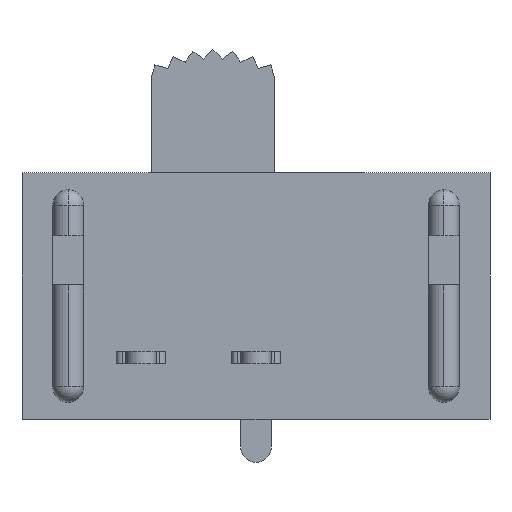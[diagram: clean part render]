
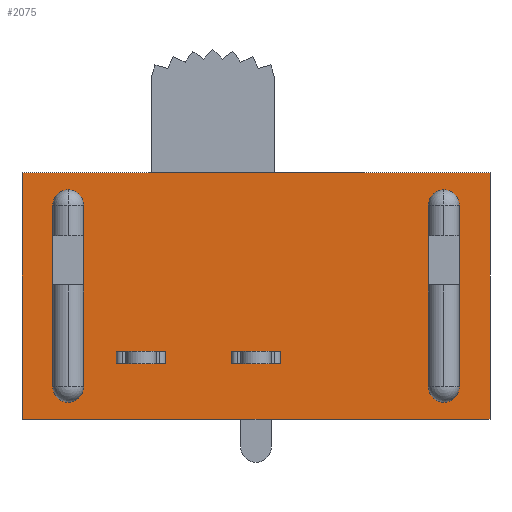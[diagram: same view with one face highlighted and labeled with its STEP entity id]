
A CAD part, front view. The second image highlights one B-rep face of the part: STEP entity #2075.
In plain terms, the highlighted planar face has unit normal (0, -1, 0).
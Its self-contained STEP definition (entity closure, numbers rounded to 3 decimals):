
#3 = ORIENTED_EDGE ( 'NONE', *, *, #591, .F. ) ;
#27 = CARTESIAN_POINT ( 'NONE',  ( 8.382, 2.54, 1.207 ) ) ;
#30 = DIRECTION ( 'NONE',  ( -1., 0., 0. ) ) ;
#54 = VECTOR ( 'NONE', #1135, 1000. ) ;
#70 = VERTEX_POINT ( 'NONE', #2623 ) ;
#72 = EDGE_CURVE ( 'NONE', #532, #1506, #1778, .T. ) ;
#96 = ORIENTED_EDGE ( 'NONE', *, *, #243, .F. ) ;
#97 = CIRCLE ( 'NONE', #2284, 0.635 ) ;
#108 = CARTESIAN_POINT ( 'NONE',  ( 8.382, 2.54, -6.287 ) ) ;
#133 = CIRCLE ( 'NONE', #1650, 0.635 ) ;
#150 = CARTESIAN_POINT ( 'NONE',  ( 7.747, 2.54, -6.287 ) ) ;
#165 = PLANE ( 'NONE',  #1141 ) ;
#170 = DIRECTION ( 'NONE',  ( -1., 0., 0. ) ) ;
#187 = DIRECTION ( 'NONE',  ( 0., 0., 1. ) ) ;
#208 = LINE ( 'NONE', #814, #214 ) ;
#214 = VECTOR ( 'NONE', #1645, 1000. ) ;
#243 = EDGE_CURVE ( 'NONE', #1559, #1932, #1329, .T. ) ;
#252 = CARTESIAN_POINT ( 'NONE',  ( -7.112, 2.54, -6.287 ) ) ;
#269 = AXIS2_PLACEMENT_3D ( 'NONE', #150, #2265, #1032 ) ;
#298 = CARTESIAN_POINT ( 'NONE',  ( -9.652, 2.54, 2.54 ) ) ;
#310 = VECTOR ( 'NONE', #30, 1000. ) ;
#338 = DIRECTION ( 'NONE',  ( 0., 0., -1. ) ) ;
#356 = AXIS2_PLACEMENT_3D ( 'NONE', #779, #1238, #596 ) ;
#360 = CARTESIAN_POINT ( 'NONE',  ( -7.747, 2.54, -6.287 ) ) ;
#363 = CARTESIAN_POINT ( 'NONE',  ( 7.112, 2.54, 1.207 ) ) ;
#366 = CARTESIAN_POINT ( 'NONE',  ( -8.382, 2.54, 1.207 ) ) ;
#370 = EDGE_CURVE ( 'NONE', #2382, #1959, #538, .T. ) ;
#407 = EDGE_LOOP ( 'NONE', ( #3, #895, #1046, #2612, #2654 ) ) ;
#408 = CARTESIAN_POINT ( 'NONE',  ( 7.112, 2.54, -6.287 ) ) ;
#419 = VERTEX_POINT ( 'NONE', #2436 ) ;
#439 = LINE ( 'NONE', #1534, #2249 ) ;
#450 = LINE ( 'NONE', #1273, #310 ) ;
#478 = DIRECTION ( 'NONE',  ( 0., 0., -1. ) ) ;
#500 = VERTEX_POINT ( 'NONE', #252 ) ;
#507 = EDGE_CURVE ( 'NONE', #419, #1804, #2032, .T. ) ;
#532 = VERTEX_POINT ( 'NONE', #1637 ) ;
#538 = LINE ( 'NONE', #1165, #737 ) ;
#591 = EDGE_CURVE ( 'NONE', #2511, #532, #2713, .T. ) ;
#595 = AXIS2_PLACEMENT_3D ( 'NONE', #2415, #2217, #338 ) ;
#596 = DIRECTION ( 'NONE',  ( 0., 0., 1. ) ) ;
#641 = DIRECTION ( 'NONE',  ( 0., 0., 1. ) ) ;
#726 = AXIS2_PLACEMENT_3D ( 'NONE', #1848, #2067, #641 ) ;
#737 = VECTOR ( 'NONE', #170, 1000. ) ;
#739 = EDGE_CURVE ( 'NONE', #1340, #500, #97, .T. ) ;
#767 = DIRECTION ( 'NONE',  ( 0., -1., 0. ) ) ;
#778 = FACE_BOUND ( 'NONE', #2161, .T. ) ;
#779 = CARTESIAN_POINT ( 'NONE',  ( -7.747, 2.54, 1.207 ) ) ;
#788 = VERTEX_POINT ( 'NONE', #968 ) ;
#805 = DIRECTION ( 'NONE',  ( 0., 0., -1. ) ) ;
#814 = CARTESIAN_POINT ( 'NONE',  ( -7.112, 2.54, 1.207 ) ) ;
#816 = ORIENTED_EDGE ( 'NONE', *, *, #1886, .F. ) ;
#824 = CARTESIAN_POINT ( 'NONE',  ( 9.652, 2.54, 2.54 ) ) ;
#841 = EDGE_CURVE ( 'NONE', #1218, #2511, #2147, .T. ) ;
#890 = DIRECTION ( 'NONE',  ( 0., -1., 0. ) ) ;
#895 = ORIENTED_EDGE ( 'NONE', *, *, #841, .F. ) ;
#903 = EDGE_CURVE ( 'NONE', #1804, #1167, #1537, .T. ) ;
#904 = ORIENTED_EDGE ( 'NONE', *, *, #1289, .F. ) ;
#958 = CARTESIAN_POINT ( 'NONE',  ( -7.747, 2.54, 1.841 ) ) ;
#968 = CARTESIAN_POINT ( 'NONE',  ( -9.652, 2.54, -7.62 ) ) ;
#1021 = EDGE_CURVE ( 'NONE', #1932, #70, #439, .T. ) ;
#1032 = DIRECTION ( 'NONE',  ( 0., 0., -1. ) ) ;
#1043 = VECTOR ( 'NONE', #1846, 1000. ) ;
#1046 = ORIENTED_EDGE ( 'NONE', *, *, #1672, .F. ) ;
#1047 = VECTOR ( 'NONE', #1615, 1000. ) ;
#1072 = ORIENTED_EDGE ( 'NONE', *, *, #1021, .F. ) ;
#1125 = DIRECTION ( 'NONE',  ( 1., 0., 0. ) ) ;
#1130 = VECTOR ( 'NONE', #2040, 1000. ) ;
#1135 = DIRECTION ( 'NONE',  ( -1., 0., 0. ) ) ;
#1141 = AXIS2_PLACEMENT_3D ( 'NONE', #1170, #890, #1721 ) ;
#1148 = DIRECTION ( 'NONE',  ( 0., 0., 1. ) ) ;
#1165 = CARTESIAN_POINT ( 'NONE',  ( -9.652, 2.54, -7.62 ) ) ;
#1167 = VERTEX_POINT ( 'NONE', #1703 ) ;
#1170 = CARTESIAN_POINT ( 'NONE',  ( 9.652, 2.54, 2.54 ) ) ;
#1189 = VERTEX_POINT ( 'NONE', #2316 ) ;
#1200 = FACE_BOUND ( 'NONE', #407, .T. ) ;
#1218 = VERTEX_POINT ( 'NONE', #408 ) ;
#1238 = DIRECTION ( 'NONE',  ( 0., -1., 0. ) ) ;
#1240 = ORIENTED_EDGE ( 'NONE', *, *, #1634, .F. ) ;
#1273 = CARTESIAN_POINT ( 'NONE',  ( -9.652, 2.54, -7.62 ) ) ;
#1289 = EDGE_CURVE ( 'NONE', #70, #2382, #1375, .T. ) ;
#1328 = CARTESIAN_POINT ( 'NONE',  ( 7.747, 2.54, 1.841 ) ) ;
#1329 = LINE ( 'NONE', #298, #1935 ) ;
#1340 = VERTEX_POINT ( 'NONE', #2445 ) ;
#1375 = LINE ( 'NONE', #1940, #54 ) ;
#1429 = LINE ( 'NONE', #1635, #1043 ) ;
#1455 = DIRECTION ( 'NONE',  ( 0., -1., 0. ) ) ;
#1506 = VERTEX_POINT ( 'NONE', #1328 ) ;
#1534 = CARTESIAN_POINT ( 'NONE',  ( 9.652, 2.54, -7.62 ) ) ;
#1537 = CIRCLE ( 'NONE', #356, 0.635 ) ;
#1559 = VERTEX_POINT ( 'NONE', #2208 ) ;
#1615 = DIRECTION ( 'NONE',  ( 0., 0., -1. ) ) ;
#1634 = EDGE_CURVE ( 'NONE', #500, #419, #208, .T. ) ;
#1635 = CARTESIAN_POINT ( 'NONE',  ( -9.652, 2.54, -7.62 ) ) ;
#1637 = CARTESIAN_POINT ( 'NONE',  ( 8.382, 2.54, 1.207 ) ) ;
#1645 = DIRECTION ( 'NONE',  ( 0., 0., 1. ) ) ;
#1650 = AXIS2_PLACEMENT_3D ( 'NONE', #2697, #1455, #805 ) ;
#1672 = EDGE_CURVE ( 'NONE', #1189, #1218, #2239, .T. ) ;
#1703 = CARTESIAN_POINT ( 'NONE',  ( -8.382, 2.54, 1.207 ) ) ;
#1714 = ORIENTED_EDGE ( 'NONE', *, *, #2675, .F. ) ;
#1721 = DIRECTION ( 'NONE',  ( 0., 0., -1. ) ) ;
#1724 = EDGE_CURVE ( 'NONE', #1959, #788, #450, .T. ) ;
#1778 = CIRCLE ( 'NONE', #595, 0.635 ) ;
#1804 = VERTEX_POINT ( 'NONE', #958 ) ;
#1846 = DIRECTION ( 'NONE',  ( 0., 0., 1. ) ) ;
#1848 = CARTESIAN_POINT ( 'NONE',  ( -7.747, 2.54, 1.207 ) ) ;
#1871 = CARTESIAN_POINT ( 'NONE',  ( 0.635, 2.54, -7.62 ) ) ;
#1886 = EDGE_CURVE ( 'NONE', #788, #1559, #1429, .T. ) ;
#1888 = EDGE_CURVE ( 'NONE', #1506, #1189, #133, .T. ) ;
#1932 = VERTEX_POINT ( 'NONE', #824 ) ;
#1935 = VECTOR ( 'NONE', #1125, 1000. ) ;
#1940 = CARTESIAN_POINT ( 'NONE',  ( -9.652, 2.54, -7.62 ) ) ;
#1959 = VERTEX_POINT ( 'NONE', #2375 ) ;
#1995 = ORIENTED_EDGE ( 'NONE', *, *, #1724, .F. ) ;
#2032 = CIRCLE ( 'NONE', #726, 0.635 ) ;
#2040 = DIRECTION ( 'NONE',  ( 0., 0., -1. ) ) ;
#2047 = ORIENTED_EDGE ( 'NONE', *, *, #507, .F. ) ;
#2067 = DIRECTION ( 'NONE',  ( 0., -1., 0. ) ) ;
#2075 = ADVANCED_FACE ( 'NONE', ( #778, #1200, #2251 ), #165, .T. ) ;
#2103 = ORIENTED_EDGE ( 'NONE', *, *, #903, .F. ) ;
#2147 = CIRCLE ( 'NONE', #269, 0.635 ) ;
#2161 = EDGE_LOOP ( 'NONE', ( #1240, #2178, #1714, #2103, #2047 ) ) ;
#2178 = ORIENTED_EDGE ( 'NONE', *, *, #739, .F. ) ;
#2208 = CARTESIAN_POINT ( 'NONE',  ( -9.652, 2.54, 2.54 ) ) ;
#2217 = DIRECTION ( 'NONE',  ( 0., -1., 0. ) ) ;
#2227 = EDGE_LOOP ( 'NONE', ( #1072, #96, #816, #1995, #2573, #904 ) ) ;
#2229 = VECTOR ( 'NONE', #187, 1000. ) ;
#2239 = LINE ( 'NONE', #363, #1130 ) ;
#2249 = VECTOR ( 'NONE', #478, 1000. ) ;
#2251 = FACE_OUTER_BOUND ( 'NONE', #2227, .T. ) ;
#2265 = DIRECTION ( 'NONE',  ( 0., -1., 0. ) ) ;
#2284 = AXIS2_PLACEMENT_3D ( 'NONE', #360, #767, #1148 ) ;
#2316 = CARTESIAN_POINT ( 'NONE',  ( 7.112, 2.54, 1.207 ) ) ;
#2375 = CARTESIAN_POINT ( 'NONE',  ( -0.635, 2.54, -7.62 ) ) ;
#2382 = VERTEX_POINT ( 'NONE', #1871 ) ;
#2415 = CARTESIAN_POINT ( 'NONE',  ( 7.747, 2.54, 1.207 ) ) ;
#2436 = CARTESIAN_POINT ( 'NONE',  ( -7.112, 2.54, 1.207 ) ) ;
#2445 = CARTESIAN_POINT ( 'NONE',  ( -8.382, 2.54, -6.287 ) ) ;
#2490 = LINE ( 'NONE', #366, #1047 ) ;
#2511 = VERTEX_POINT ( 'NONE', #108 ) ;
#2573 = ORIENTED_EDGE ( 'NONE', *, *, #370, .F. ) ;
#2612 = ORIENTED_EDGE ( 'NONE', *, *, #1888, .F. ) ;
#2623 = CARTESIAN_POINT ( 'NONE',  ( 9.652, 2.54, -7.62 ) ) ;
#2654 = ORIENTED_EDGE ( 'NONE', *, *, #72, .F. ) ;
#2675 = EDGE_CURVE ( 'NONE', #1167, #1340, #2490, .T. ) ;
#2697 = CARTESIAN_POINT ( 'NONE',  ( 7.747, 2.54, 1.207 ) ) ;
#2713 = LINE ( 'NONE', #27, #2229 ) ;
